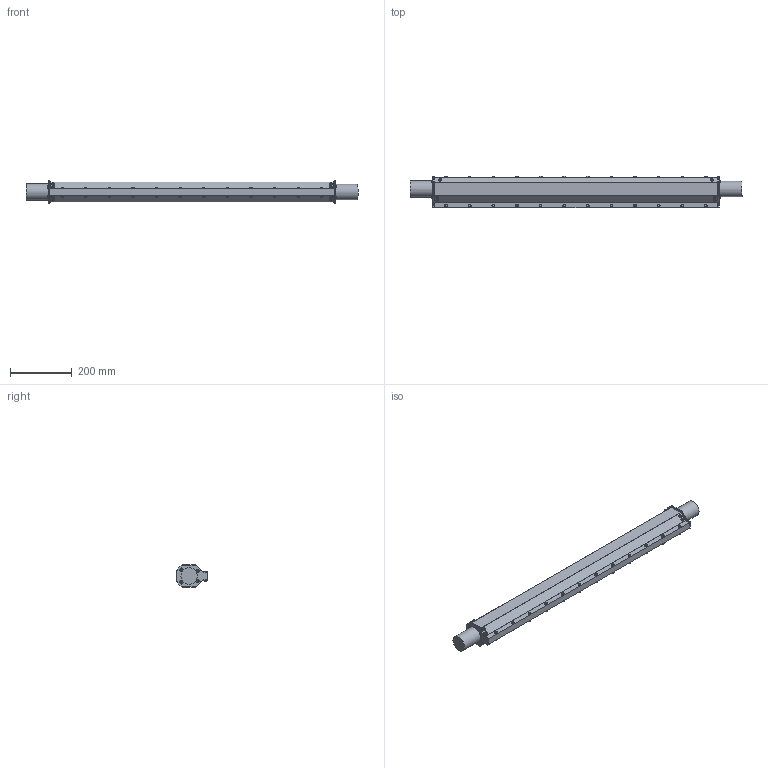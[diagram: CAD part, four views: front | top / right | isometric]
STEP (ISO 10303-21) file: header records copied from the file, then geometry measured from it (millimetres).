
FILE_DESCRIPTION(/* description */ (''),/* implementation_level */ '2;1');
FILE_NAME(/* name */ 'MA22xxxxxx036 DUMMY.stp',/* time_stamp */ '2018-02-13T10:41:18-05:00',/* author */ ('James'),/* organization */ (''),/* preprocessor_version */ 'ST-DEVELOPER v16.5',/* originating_system */ 'Autodesk Inventor 2017',/* authorisation */ '');
FILE_SCHEMA (('AUTOMOTIVE_DESIGN { 1 0 10303 214 3 1 1 }'));
Products named in the file (1): MA22xxxxxx036 DUMMY
Bounding box: 1071.58 x 101.23 x 71.12 mm (x, y, z)
Volume: 4688319.1 mm3; surface area: 302106.7 mm2
Topology: 1 solids, 1 shells, 875 faces, 1957 edges, 1253 vertices
Faces by surface type: plane 349, cone 228, cylinder 188, bspline 66, sphere 32, torus 12
Full cylindrical faces by diameter (mm): 7.6 x8, 9 x21, 9.5 x12, 10.5 x12, 11 x24, 50.8 x1, 52.451 x1
Entity records: 76873 total; most frequent: CARTESIAN_POINT 59039, ORIENTED_EDGE 3594, DIRECTION 3422, EDGE_CURVE 1797, AXIS2_PLACEMENT_3D 1457, VERTEX_POINT 1196, EDGE_LOOP 1147, FACE_OUTER_BOUND 875
